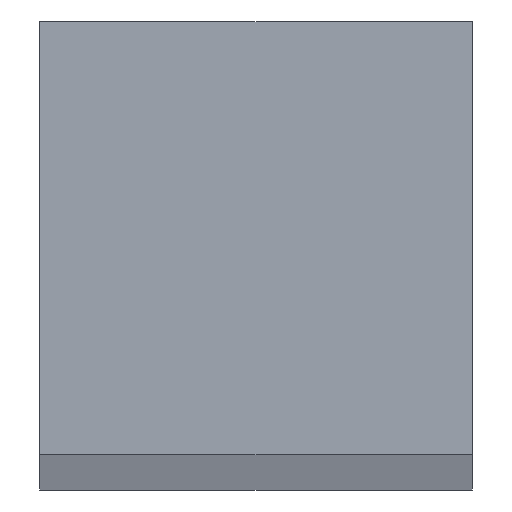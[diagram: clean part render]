
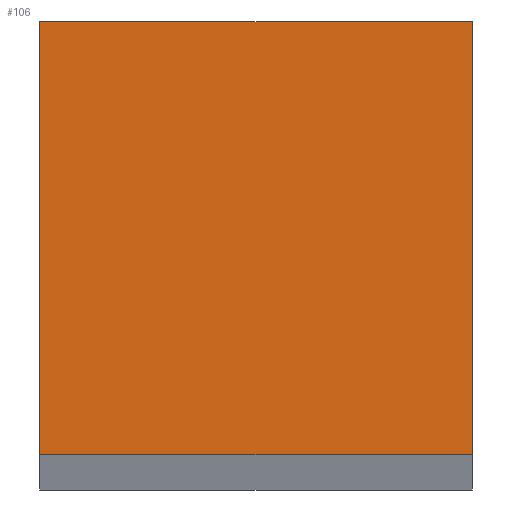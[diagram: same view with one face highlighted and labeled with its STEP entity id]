
A CAD part, top view. The second image highlights one B-rep face of the part: STEP entity #106.
In plain terms, the highlighted planar face has unit normal (0, 0, 1).
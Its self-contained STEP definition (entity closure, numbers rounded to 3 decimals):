
#20=FACE_OUTER_BOUND('',#26,.T.);
#26=EDGE_LOOP('',(#91,#92,#93,#94));
#32=LINE('',#173,#44);
#34=LINE('',#177,#46);
#36=LINE('',#181,#48);
#38=LINE('',#184,#50);
#44=VECTOR('',#144,10.);
#46=VECTOR('',#148,10.);
#48=VECTOR('',#152,10.);
#50=VECTOR('',#156,10.);
#55=VERTEX_POINT('',#170);
#56=VERTEX_POINT('',#172);
#57=VERTEX_POINT('',#176);
#58=VERTEX_POINT('',#180);
#64=EDGE_CURVE('',#56,#55,#32,.T.);
#66=EDGE_CURVE('',#57,#56,#34,.T.);
#68=EDGE_CURVE('',#58,#57,#36,.T.);
#70=EDGE_CURVE('',#55,#58,#38,.T.);
#91=ORIENTED_EDGE('',*,*,#70,.T.);
#92=ORIENTED_EDGE('',*,*,#68,.T.);
#93=ORIENTED_EDGE('',*,*,#66,.T.);
#94=ORIENTED_EDGE('',*,*,#64,.T.);
#100=PLANE('',#132);
#106=ADVANCED_FACE('',(#20),#100,.T.);
#132=AXIS2_PLACEMENT_3D('',#185,#157,#158);
#144=DIRECTION('',(0.,-1.,0.));
#148=DIRECTION('',(-1.,0.,0.));
#152=DIRECTION('',(0.,1.,0.));
#156=DIRECTION('',(1.,0.,0.));
#157=DIRECTION('center_axis',(0.,0.,1.));
#158=DIRECTION('ref_axis',(1.,0.,0.));
#170=CARTESIAN_POINT('',(-2.5,-2.5,116.912));
#172=CARTESIAN_POINT('',(-2.5,2.5,116.912));
#173=CARTESIAN_POINT('',(-2.5,2.5,116.912));
#176=CARTESIAN_POINT('',(2.5,2.5,116.912));
#177=CARTESIAN_POINT('',(2.5,2.5,116.912));
#180=CARTESIAN_POINT('',(2.5,-2.5,116.912));
#181=CARTESIAN_POINT('',(2.5,-2.5,116.912));
#184=CARTESIAN_POINT('',(-2.5,-2.5,116.912));
#185=CARTESIAN_POINT('Origin',(0.,0.,116.912));
